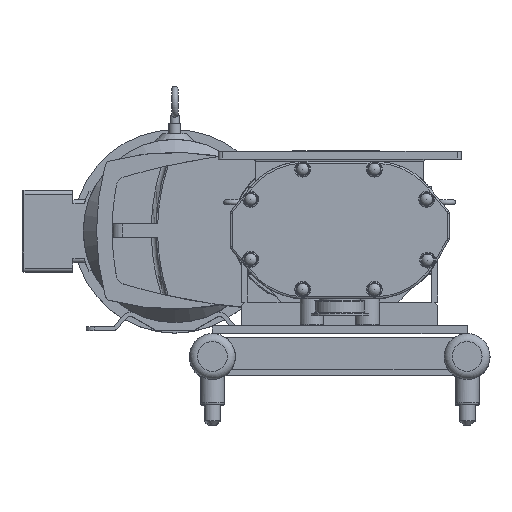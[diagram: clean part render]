
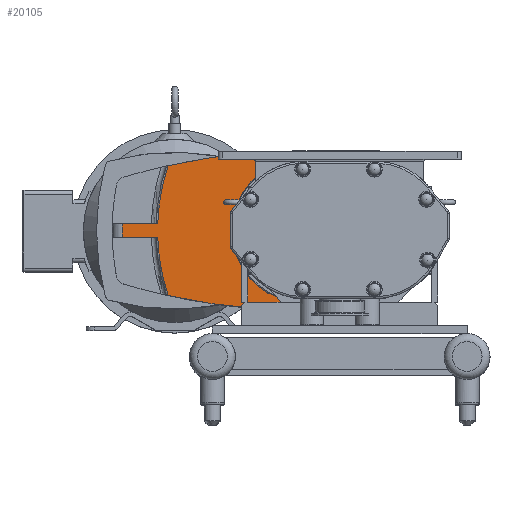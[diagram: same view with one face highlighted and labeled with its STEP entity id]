
A CAD part, top view. The second image highlights one B-rep face of the part: STEP entity #20105.
In plain terms, the highlighted planar face has unit normal (0, 0, 1).
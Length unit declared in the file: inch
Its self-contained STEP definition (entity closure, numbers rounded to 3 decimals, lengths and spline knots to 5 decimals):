
#1017=PLANE('',#22077);
#2251=LINE('',#35156,#3754);
#2252=LINE('',#35160,#3755);
#2253=LINE('',#35166,#3756);
#2254=LINE('',#35168,#3757);
#2255=LINE('',#35170,#3758);
#3754=VECTOR('',#27054,0.3937);
#3755=VECTOR('',#27057,0.3937);
#3756=VECTOR('',#27062,0.3937);
#3757=VECTOR('',#27063,0.3937);
#3758=VECTOR('',#27064,0.3937);
#4583=FACE_BOUND('',#6788,.T.);
#5607=FACE_OUTER_BOUND('',#6787,.T.);
#6787=EDGE_LOOP('',(#17701,#17702,#17703,#17704,#17705,#17706,#17707,#17708,
#17709,#17710));
#6788=EDGE_LOOP('',(#17711));
#7930=CIRCLE('',#22078,15.12);
#7931=CIRCLE('',#22079,12.9);
#7932=CIRCLE('',#22080,39.37);
#7933=CIRCLE('',#22081,39.37);
#7934=CIRCLE('',#22082,12.9);
#7935=CIRCLE('',#22083,4.5275);
#9703=VERTEX_POINT('',#35154);
#9704=VERTEX_POINT('',#35155);
#9705=VERTEX_POINT('',#35157);
#9706=VERTEX_POINT('',#35159);
#9707=VERTEX_POINT('',#35161);
#9708=VERTEX_POINT('',#35163);
#9709=VERTEX_POINT('',#35165);
#9710=VERTEX_POINT('',#35167);
#9711=VERTEX_POINT('',#35169);
#9712=VERTEX_POINT('',#35171);
#9713=VERTEX_POINT('',#35174);
#12466=EDGE_CURVE('',#9703,#9704,#2251,.T.);
#12467=EDGE_CURVE('',#9705,#9704,#7930,.T.);
#12468=EDGE_CURVE('',#9705,#9706,#2252,.T.);
#12469=EDGE_CURVE('',#9707,#9706,#7931,.T.);
#12470=EDGE_CURVE('',#9708,#9707,#7932,.T.);
#12471=EDGE_CURVE('',#9709,#9708,#2253,.T.);
#12472=EDGE_CURVE('',#9710,#9709,#2254,.T.);
#12473=EDGE_CURVE('',#9711,#9710,#2255,.T.);
#12474=EDGE_CURVE('',#9712,#9711,#7933,.T.);
#12475=EDGE_CURVE('',#9703,#9712,#7934,.T.);
#12476=EDGE_CURVE('',#9713,#9713,#7935,.T.);
#17701=ORIENTED_EDGE('',*,*,#12466,.T.);
#17702=ORIENTED_EDGE('',*,*,#12467,.F.);
#17703=ORIENTED_EDGE('',*,*,#12468,.T.);
#17704=ORIENTED_EDGE('',*,*,#12469,.F.);
#17705=ORIENTED_EDGE('',*,*,#12470,.F.);
#17706=ORIENTED_EDGE('',*,*,#12471,.F.);
#17707=ORIENTED_EDGE('',*,*,#12472,.F.);
#17708=ORIENTED_EDGE('',*,*,#12473,.F.);
#17709=ORIENTED_EDGE('',*,*,#12474,.F.);
#17710=ORIENTED_EDGE('',*,*,#12475,.F.);
#17711=ORIENTED_EDGE('',*,*,#12476,.T.);
#20105=ADVANCED_FACE('',(#5607,#4583),#1017,.T.);
#22077=AXIS2_PLACEMENT_3D('',#35153,#27052,#27053);
#22078=AXIS2_PLACEMENT_3D('',#35158,#27055,#27056);
#22079=AXIS2_PLACEMENT_3D('',#35162,#27058,#27059);
#22080=AXIS2_PLACEMENT_3D('',#35164,#27060,#27061);
#22081=AXIS2_PLACEMENT_3D('',#35172,#27065,#27066);
#22082=AXIS2_PLACEMENT_3D('',#35173,#27067,#27068);
#22083=AXIS2_PLACEMENT_3D('',#35175,#27069,#27070);
#27052=DIRECTION('center_axis',(0.,0.,
1.));
#27053=DIRECTION('ref_axis',(0.,1.,0.));
#27054=DIRECTION('',(-1.,0.,0.));
#27055=DIRECTION('center_axis',(0.,0.,
-1.));
#27056=DIRECTION('ref_axis',(-1.,0.,0.));
#27057=DIRECTION('',(1.,0.,0.));
#27058=DIRECTION('center_axis',(0.,0.,
-1.));
#27059=DIRECTION('ref_axis',(-0.985,-0.175,0.));
#27060=DIRECTION('center_axis',(0.,0.,
-1.));
#27061=DIRECTION('ref_axis',(0.297,0.955,0.));
#27062=DIRECTION('',(-1.,0.,0.));
#27063=DIRECTION('',(0.,-1.,0.));
#27064=DIRECTION('',(1.,0.,0.));
#27065=DIRECTION('center_axis',(0.,0.,
-1.));
#27066=DIRECTION('ref_axis',(0.,-1.,0.));
#27067=DIRECTION('center_axis',(0.,0.,
-1.));
#27068=DIRECTION('ref_axis',(-0.985,0.175,0.));
#27069=DIRECTION('center_axis',(0.,0.,
-1.));
#27070=DIRECTION('ref_axis',(0.,-1.,0.));
#35153=CARTESIAN_POINT('Origin',(-4.45062,0.,
-20.627));
#35154=CARTESIAN_POINT('',(-11.43873,0.433,-20.627));
#35155=CARTESIAN_POINT('',(-13.6598,0.433,-20.627));
#35156=CARTESIAN_POINT('',(-7.9947,0.433,-20.627));
#35157=CARTESIAN_POINT('',(-13.6598,-0.433,-20.627));
#35158=CARTESIAN_POINT('Origin',(1.454,0.,-20.627));
#35159=CARTESIAN_POINT('',(-11.43873,-0.433,-20.627));
#35160=CARTESIAN_POINT('',(-9.37033,-0.433,-20.627));
#35161=CARTESIAN_POINT('',(-10.78254,-4.08376,-20.627));
#35162=CARTESIAN_POINT('Origin',(1.454,0.,-20.627));
#35163=CARTESIAN_POINT('',(-2.25,-5.0195,-20.627));
#35164=CARTESIAN_POINT('Origin',(-2.25,34.3505,-20.627));
#35165=CARTESIAN_POINT('',(2.514,-5.0195,-20.627));
#35166=CARTESIAN_POINT('',(2.514,-5.0195,-20.627));
#35167=CARTESIAN_POINT('',(2.514,5.0195,-20.627));
#35168=CARTESIAN_POINT('',(2.514,5.0195,-20.627));
#35169=CARTESIAN_POINT('',(-2.25,5.0195,-20.627));
#35170=CARTESIAN_POINT('',(-2.25,5.0195,-20.627));
#35171=CARTESIAN_POINT('',(-10.78254,4.08376,-20.627));
#35172=CARTESIAN_POINT('Origin',(-2.25,-34.3505,-20.627));
#35173=CARTESIAN_POINT('Origin',(1.454,0.,-20.627));
#35174=CARTESIAN_POINT('',(-2.25,4.5275,-20.627));
#35175=CARTESIAN_POINT('Origin',(-2.25,0.,
-20.627));
